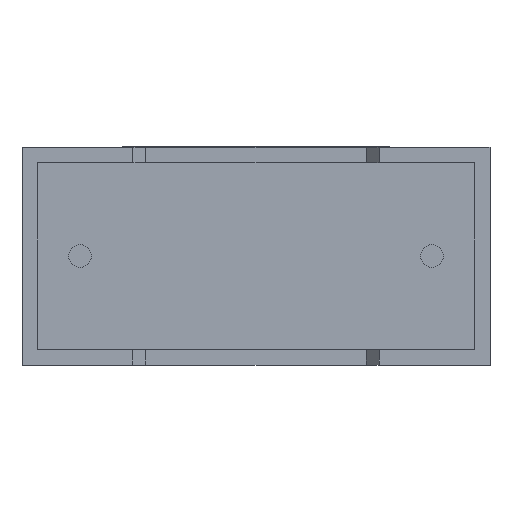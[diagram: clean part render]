
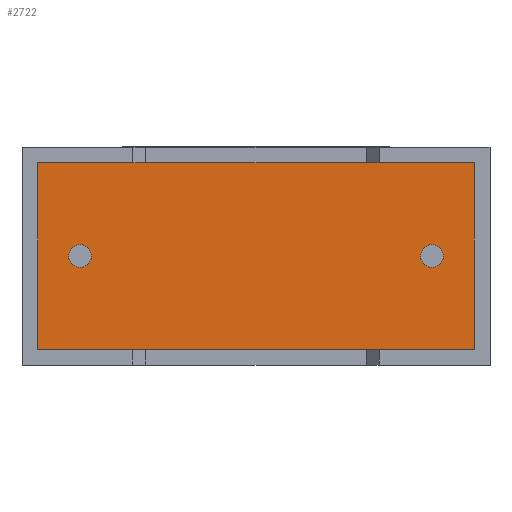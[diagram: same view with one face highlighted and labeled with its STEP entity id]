
A CAD part, front view. The second image highlights one B-rep face of the part: STEP entity #2722.
In plain terms, the highlighted planar face has unit normal (0, -1, 0).
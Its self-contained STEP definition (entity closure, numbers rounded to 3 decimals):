
#46 = EDGE_LOOP ( 'NONE', ( #1957, #1907 ) ) ;
#48 = EDGE_LOOP ( 'NONE', ( #872, #738, #1618, #2567 ) ) ;
#139 = CARTESIAN_POINT ( 'NONE',  ( 0.443, 0.75, 5.757 ) ) ;
#157 = EDGE_LOOP ( 'NONE', ( #2681, #1494 ) ) ;
#319 = EDGE_CURVE ( 'NONE', #2225, #2644, #1571, .T. ) ;
#336 = LINE ( 'NONE', #2664, #756 ) ;
#357 = DIRECTION ( 'NONE',  ( 1., 0., 0. ) ) ;
#401 = FACE_BOUND ( 'NONE', #46, .T. ) ;
#451 = EDGE_CURVE ( 'NONE', #2657, #1698, #1715, .T. ) ;
#513 = CARTESIAN_POINT ( 'NONE',  ( 0., 0.75, 0. ) ) ;
#563 = DIRECTION ( 'NONE',  ( 0., 0., -1. ) ) ;
#610 = VECTOR ( 'NONE', #1706, 1000. ) ;
#714 = CARTESIAN_POINT ( 'NONE',  ( 1.65, 0.75, 3.1 ) ) ;
#718 = DIRECTION ( 'NONE',  ( 0., 0., -1. ) ) ;
#720 = VERTEX_POINT ( 'NONE', #2248 ) ;
#738 = ORIENTED_EDGE ( 'NONE', *, *, #2578, .T. ) ;
#756 = VECTOR ( 'NONE', #357, 1000. ) ;
#759 = VERTEX_POINT ( 'NONE', #2265 ) ;
#772 = LINE ( 'NONE', #976, #610 ) ;
#777 = EDGE_CURVE ( 'NONE', #2041, #759, #881, .T. ) ;
#872 = ORIENTED_EDGE ( 'NONE', *, *, #777, .T. ) ;
#875 = EDGE_CURVE ( 'NONE', #1122, #720, #2809, .T. ) ;
#881 = LINE ( 'NONE', #1806, #1231 ) ;
#949 = CIRCLE ( 'NONE', #2955, 0.325 ) ;
#976 = CARTESIAN_POINT ( 'NONE',  ( 12.857, 0.75, 5.757 ) ) ;
#1082 = DIRECTION ( 'NONE',  ( 0., 0., -1. ) ) ;
#1122 = VERTEX_POINT ( 'NONE', #1617 ) ;
#1231 = VECTOR ( 'NONE', #2716, 1000. ) ;
#1258 = DIRECTION ( 'NONE',  ( 0., -1., 0. ) ) ;
#1341 = PLANE ( 'NONE',  #1873 ) ;
#1366 = CARTESIAN_POINT ( 'NONE',  ( 11.65, 0.75, 3.425 ) ) ;
#1369 = CARTESIAN_POINT ( 'NONE',  ( 12.857, 0.75, 5.757 ) ) ;
#1442 = EDGE_CURVE ( 'NONE', #720, #1122, #949, .T. ) ;
#1494 = ORIENTED_EDGE ( 'NONE', *, *, #319, .F. ) ;
#1498 = DIRECTION ( 'NONE',  ( 0., 0., 1. ) ) ;
#1561 = EDGE_CURVE ( 'NONE', #2644, #2225, #2013, .T. ) ;
#1568 = FACE_BOUND ( 'NONE', #157, .T. ) ;
#1571 = CIRCLE ( 'NONE', #3047, 0.325 ) ;
#1605 = CARTESIAN_POINT ( 'NONE',  ( 12.857, 0.75, 0.443 ) ) ;
#1617 = CARTESIAN_POINT ( 'NONE',  ( 1.65, 0.75, 2.775 ) ) ;
#1618 = ORIENTED_EDGE ( 'NONE', *, *, #451, .T. ) ;
#1682 = AXIS2_PLACEMENT_3D ( 'NONE', #2211, #1751, #2473 ) ;
#1698 = VERTEX_POINT ( 'NONE', #1369 ) ;
#1706 = DIRECTION ( 'NONE',  ( -1., 0., 0. ) ) ;
#1715 = LINE ( 'NONE', #2926, #2201 ) ;
#1751 = DIRECTION ( 'NONE',  ( 0., -1., 0. ) ) ;
#1806 = CARTESIAN_POINT ( 'NONE',  ( 0.443, 0.75, 5.757 ) ) ;
#1873 = AXIS2_PLACEMENT_3D ( 'NONE', #513, #2101, #718 ) ;
#1897 = DIRECTION ( 'NONE',  ( 0., 0., -1. ) ) ;
#1905 = CARTESIAN_POINT ( 'NONE',  ( 11.65, 0.75, 2.775 ) ) ;
#1907 = ORIENTED_EDGE ( 'NONE', *, *, #875, .F. ) ;
#1911 = CARTESIAN_POINT ( 'NONE',  ( 11.65, 0.75, 3.1 ) ) ;
#1957 = ORIENTED_EDGE ( 'NONE', *, *, #1442, .F. ) ;
#2013 = CIRCLE ( 'NONE', #2107, 0.325 ) ;
#2041 = VERTEX_POINT ( 'NONE', #139 ) ;
#2101 = DIRECTION ( 'NONE',  ( 0., -1., 0. ) ) ;
#2107 = AXIS2_PLACEMENT_3D ( 'NONE', #2256, #2691, #1082 ) ;
#2201 = VECTOR ( 'NONE', #1498, 1000. ) ;
#2211 = CARTESIAN_POINT ( 'NONE',  ( 1.65, 0.75, 3.1 ) ) ;
#2225 = VERTEX_POINT ( 'NONE', #1905 ) ;
#2248 = CARTESIAN_POINT ( 'NONE',  ( 1.65, 0.75, 3.425 ) ) ;
#2256 = CARTESIAN_POINT ( 'NONE',  ( 11.65, 0.75, 3.1 ) ) ;
#2265 = CARTESIAN_POINT ( 'NONE',  ( 0.443, 0.75, 0.443 ) ) ;
#2298 = FACE_OUTER_BOUND ( 'NONE', #48, .T. ) ;
#2386 = DIRECTION ( 'NONE',  ( 0., -1., 0. ) ) ;
#2473 = DIRECTION ( 'NONE',  ( 0., 0., -1. ) ) ;
#2567 = ORIENTED_EDGE ( 'NONE', *, *, #2782, .T. ) ;
#2578 = EDGE_CURVE ( 'NONE', #759, #2657, #336, .T. ) ;
#2644 = VERTEX_POINT ( 'NONE', #1366 ) ;
#2657 = VERTEX_POINT ( 'NONE', #1605 ) ;
#2664 = CARTESIAN_POINT ( 'NONE',  ( 0.443, 0.75, 0.443 ) ) ;
#2681 = ORIENTED_EDGE ( 'NONE', *, *, #1561, .F. ) ;
#2691 = DIRECTION ( 'NONE',  ( 0., -1., 0. ) ) ;
#2716 = DIRECTION ( 'NONE',  ( 0., 0., -1. ) ) ;
#2722 = ADVANCED_FACE ( 'NONE', ( #1568, #2298, #401 ), #1341, .T. ) ;
#2782 = EDGE_CURVE ( 'NONE', #1698, #2041, #772, .T. ) ;
#2809 = CIRCLE ( 'NONE', #1682, 0.325 ) ;
#2926 = CARTESIAN_POINT ( 'NONE',  ( 12.857, 0.75, 0.443 ) ) ;
#2955 = AXIS2_PLACEMENT_3D ( 'NONE', #714, #1258, #563 ) ;
#3047 = AXIS2_PLACEMENT_3D ( 'NONE', #1911, #2386, #1897 ) ;
